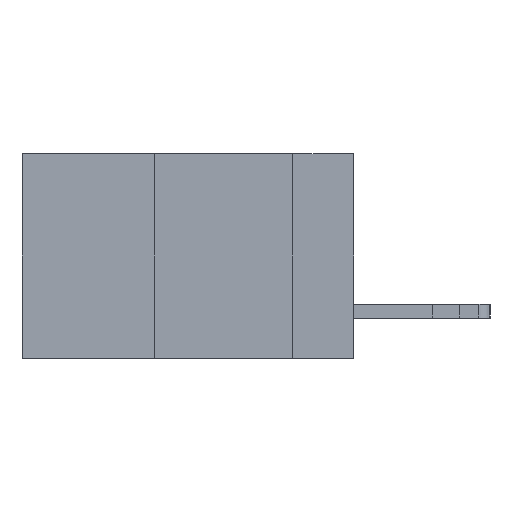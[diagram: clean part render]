
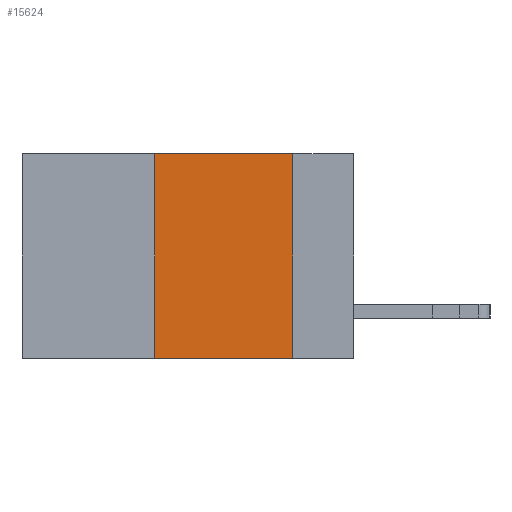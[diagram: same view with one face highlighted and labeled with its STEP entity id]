
A CAD part, left-side view. The second image highlights one B-rep face of the part: STEP entity #15624.
In plain terms, the highlighted planar face has unit normal (-1, 0, 0).
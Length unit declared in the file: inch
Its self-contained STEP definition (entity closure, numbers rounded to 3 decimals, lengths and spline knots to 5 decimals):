
#154 = ORIENTED_EDGE ( 'NONE', *, *, #6152, .F. ) ;
#317 = VECTOR ( 'NONE', #6624, 39.37008 ) ;
#404 = LINE ( 'NONE', #8678, #317 ) ;
#1952 = LINE ( 'NONE', #6861, #15463 ) ;
#1994 = ORIENTED_EDGE ( 'NONE', *, *, #4405, .T. ) ;
#2614 = VERTEX_POINT ( 'NONE', #12423 ) ;
#3334 = VECTOR ( 'NONE', #13547, 39.37008 ) ;
#3910 = EDGE_CURVE ( 'NONE', #8385, #9155, #7833, .T. ) ;
#3918 = PLANE ( 'NONE',  #14109 ) ;
#4001 = CARTESIAN_POINT ( 'NONE',  ( 0., 0.6, 0. ) ) ;
#4405 = EDGE_CURVE ( 'NONE', #8385, #2614, #404, .T. ) ;
#5133 = CARTESIAN_POINT ( 'NONE',  ( 0., 0.36, 0. ) ) ;
#6018 = VERTEX_POINT ( 'NONE', #13317 ) ;
#6093 = ORIENTED_EDGE ( 'NONE', *, *, #3910, .F. ) ;
#6118 = CARTESIAN_POINT ( 'NONE',  ( 0., 0.36, 0. ) ) ;
#6152 = EDGE_CURVE ( 'NONE', #9155, #6018, #1952, .T. ) ;
#6624 = DIRECTION ( 'NONE',  ( 0., -1., 0. ) ) ;
#6775 = DIRECTION ( 'NONE',  ( 0., -1., 0. ) ) ;
#6861 = CARTESIAN_POINT ( 'NONE',  ( 0., 0.6, 0. ) ) ;
#7304 = FACE_OUTER_BOUND ( 'NONE', #8838, .T. ) ;
#7833 = LINE ( 'NONE', #5133, #3334 ) ;
#8153 = ORIENTED_EDGE ( 'NONE', *, *, #12714, .F. ) ;
#8330 = DIRECTION ( 'NONE',  ( 0., 0., -1. ) ) ;
#8385 = VERTEX_POINT ( 'NONE', #15234 ) ;
#8678 = CARTESIAN_POINT ( 'NONE',  ( 0., 0.6, -0.37 ) ) ;
#8838 = EDGE_LOOP ( 'NONE', ( #8153, #154, #6093, #1994 ) ) ;
#9155 = VERTEX_POINT ( 'NONE', #6118 ) ;
#9668 = CARTESIAN_POINT ( 'NONE',  ( 0., 0.11, 0. ) ) ;
#11023 = DIRECTION ( 'NONE',  ( 1., 0., 0. ) ) ;
#12423 = CARTESIAN_POINT ( 'NONE',  ( 0., 0.11, -0.37 ) ) ;
#12714 = EDGE_CURVE ( 'NONE', #6018, #2614, #14313, .T. ) ;
#12977 = VECTOR ( 'NONE', #8330, 39.37008 ) ;
#13317 = CARTESIAN_POINT ( 'NONE',  ( 0., 0.11, 0. ) ) ;
#13365 = DIRECTION ( 'NONE',  ( 0., 0., -1. ) ) ;
#13547 = DIRECTION ( 'NONE',  ( 0., 0., 1. ) ) ;
#14109 = AXIS2_PLACEMENT_3D ( 'NONE', #4001, #11023, #13365 ) ;
#14313 = LINE ( 'NONE', #9668, #12977 ) ;
#15234 = CARTESIAN_POINT ( 'NONE',  ( 0., 0.36, -0.37 ) ) ;
#15463 = VECTOR ( 'NONE', #6775, 39.37008 ) ;
#15624 = ADVANCED_FACE ( 'NONE', ( #7304 ), #3918, .F. ) ;
